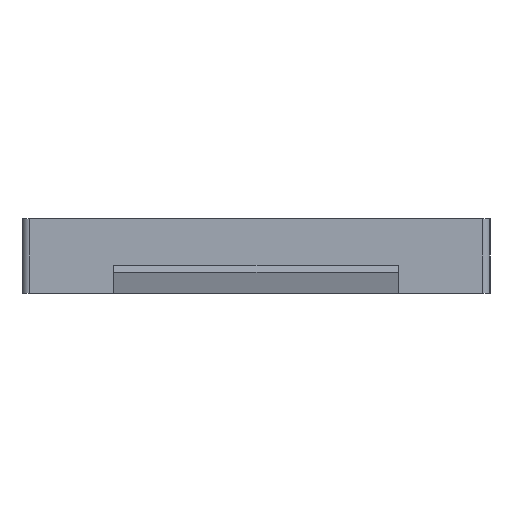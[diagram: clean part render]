
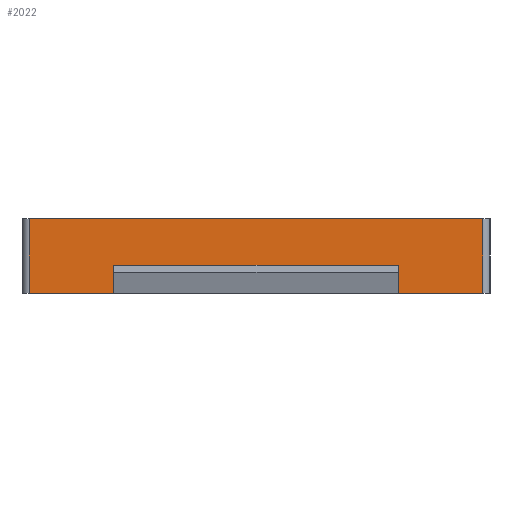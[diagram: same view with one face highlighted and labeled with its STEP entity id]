
A CAD part, left-side view. The second image highlights one B-rep face of the part: STEP entity #2022.
In plain terms, the highlighted planar face has unit normal (-1, 0, 0).
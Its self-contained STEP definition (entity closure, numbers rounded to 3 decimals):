
#196=FACE_OUTER_BOUND('',#312,.T.);
#312=EDGE_LOOP('',(#1800,#1801,#1802,#1803));
#576=LINE('',#3868,#753);
#581=LINE('',#3884,#758);
#582=LINE('',#3888,#759);
#583=LINE('',#3889,#760);
#753=VECTOR('',#2376,10.);
#758=VECTOR('',#2393,10.);
#759=VECTOR('',#2398,10.);
#760=VECTOR('',#2399,10.);
#960=VERTEX_POINT('',#3865);
#961=VERTEX_POINT('',#3867);
#966=VERTEX_POINT('',#3883);
#967=VERTEX_POINT('',#3887);
#1243=EDGE_CURVE('',#960,#961,#576,.T.);
#1251=EDGE_CURVE('',#961,#966,#581,.T.);
#1253=EDGE_CURVE('',#967,#960,#582,.T.);
#1254=EDGE_CURVE('',#967,#966,#583,.T.);
#1800=ORIENTED_EDGE('',*,*,#1251,.F.);
#1801=ORIENTED_EDGE('',*,*,#1243,.F.);
#1802=ORIENTED_EDGE('',*,*,#1253,.F.);
#1803=ORIENTED_EDGE('',*,*,#1254,.T.);
#1912=PLANE('',#2112);
#2022=ADVANCED_FACE('',(#196),#1912,.T.);
#2112=AXIS2_PLACEMENT_3D('',#3886,#2396,#2397);
#2376=DIRECTION('',(0.,-1.,0.));
#2393=DIRECTION('',(0.,0.,-1.));
#2396=DIRECTION('center_axis',(-1.,0.,0.));
#2397=DIRECTION('ref_axis',(0.,-1.,0.));
#2398=DIRECTION('',(0.,0.,1.));
#2399=DIRECTION('',(0.,-1.,0.));
#3865=CARTESIAN_POINT('',(0.,61.5,10.));
#3867=CARTESIAN_POINT('',(0.,1.,10.));
#3868=CARTESIAN_POINT('',(0.,62.5,10.));
#3883=CARTESIAN_POINT('',(0.,1.,0.));
#3884=CARTESIAN_POINT('',(0.,1.,0.));
#3886=CARTESIAN_POINT('Origin',(0.,62.5,0.));
#3887=CARTESIAN_POINT('',(0.,61.5,0.));
#3888=CARTESIAN_POINT('',(0.,61.5,0.));
#3889=CARTESIAN_POINT('',(0.,62.5,0.));
